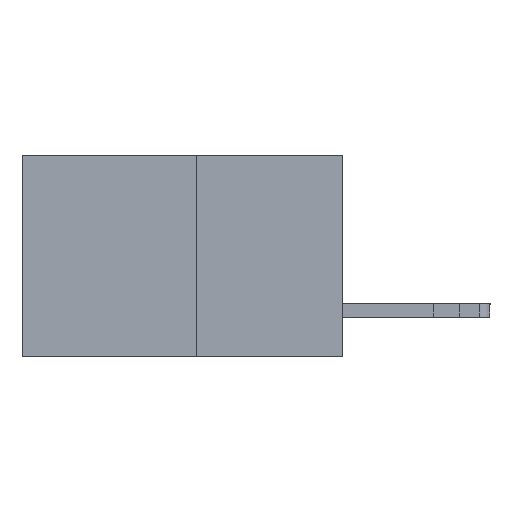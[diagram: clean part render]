
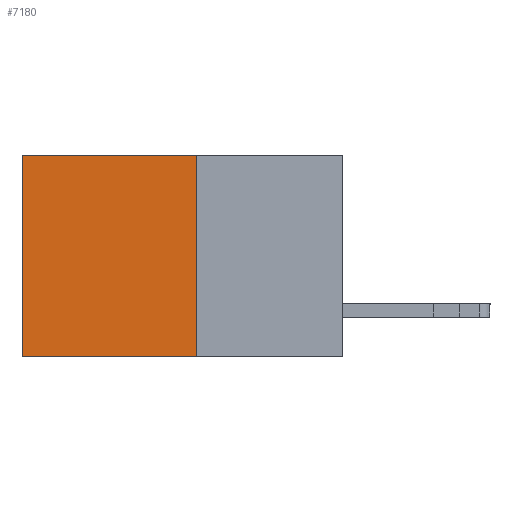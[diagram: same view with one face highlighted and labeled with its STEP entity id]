
A CAD part, left-side view. The second image highlights one B-rep face of the part: STEP entity #7180.
In plain terms, the highlighted planar face has unit normal (-1, 0, 0).
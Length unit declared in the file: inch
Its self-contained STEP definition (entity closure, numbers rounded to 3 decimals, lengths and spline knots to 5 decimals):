
#45 = ORIENTED_EDGE ( 'NONE', *, *, #1211, .F. ) ;
#1211 = EDGE_CURVE ( 'NONE', #4503, #14020, #6034, .T. ) ;
#1349 = VECTOR ( 'NONE', #22467, 39.37008 ) ;
#1377 = VECTOR ( 'NONE', #7096, 39.37008 ) ;
#1445 = DIRECTION ( 'NONE',  ( 0., 1., 0. ) ) ;
#2199 = ORIENTED_EDGE ( 'NONE', *, *, #13280, .T. ) ;
#2987 = CARTESIAN_POINT ( 'NONE',  ( 0.277, 0.59, 0. ) ) ;
#3123 = CARTESIAN_POINT ( 'NONE',  ( 0.277, 0.27, -0.37 ) ) ;
#3481 = DIRECTION ( 'NONE',  ( 0., 0., -1. ) ) ;
#4065 = ORIENTED_EDGE ( 'NONE', *, *, #16952, .F. ) ;
#4503 = VERTEX_POINT ( 'NONE', #6362 ) ;
#6034 = LINE ( 'NONE', #3123, #10234 ) ;
#6362 = CARTESIAN_POINT ( 'NONE',  ( 0.277, 0.27, -0.37 ) ) ;
#6585 = CARTESIAN_POINT ( 'NONE',  ( 0.277, 0.59, -0.37 ) ) ;
#7096 = DIRECTION ( 'NONE',  ( 0., 0., -1. ) ) ;
#7180 = ADVANCED_FACE ( 'NONE', ( #15235 ), #8855, .F. ) ;
#8147 = DIRECTION ( 'NONE',  ( 0., 1., 0. ) ) ;
#8208 = LINE ( 'NONE', #22809, #17116 ) ;
#8855 = PLANE ( 'NONE',  #13362 ) ;
#10234 = VECTOR ( 'NONE', #8147, 39.37008 ) ;
#10630 = CARTESIAN_POINT ( 'NONE',  ( 0.277, 0.27, -0.37 ) ) ;
#11439 = VERTEX_POINT ( 'NONE', #20508 ) ;
#12516 = ORIENTED_EDGE ( 'NONE', *, *, #16267, .T. ) ;
#13280 = EDGE_CURVE ( 'NONE', #20995, #14020, #15651, .T. ) ;
#13362 = AXIS2_PLACEMENT_3D ( 'NONE', #10630, #14228, #3481 ) ;
#14020 = VERTEX_POINT ( 'NONE', #6585 ) ;
#14228 = DIRECTION ( 'NONE',  ( 1., 0., 0. ) ) ;
#15235 = FACE_OUTER_BOUND ( 'NONE', #19392, .T. ) ;
#15651 = LINE ( 'NONE', #17238, #1349 ) ;
#15678 = LINE ( 'NONE', #15993, #1377 ) ;
#15993 = CARTESIAN_POINT ( 'NONE',  ( 0.277, 0.27, -0.37 ) ) ;
#16267 = EDGE_CURVE ( 'NONE', #11439, #20995, #8208, .T. ) ;
#16952 = EDGE_CURVE ( 'NONE', #11439, #4503, #15678, .T. ) ;
#17116 = VECTOR ( 'NONE', #1445, 39.37008 ) ;
#17238 = CARTESIAN_POINT ( 'NONE',  ( 0.277, 0.59, -0.37 ) ) ;
#19392 = EDGE_LOOP ( 'NONE', ( #2199, #45, #4065, #12516 ) ) ;
#20508 = CARTESIAN_POINT ( 'NONE',  ( 0.277, 0.27, 0. ) ) ;
#20995 = VERTEX_POINT ( 'NONE', #2987 ) ;
#22467 = DIRECTION ( 'NONE',  ( 0., 0., -1. ) ) ;
#22809 = CARTESIAN_POINT ( 'NONE',  ( 0.277, 0.27, 0. ) ) ;
